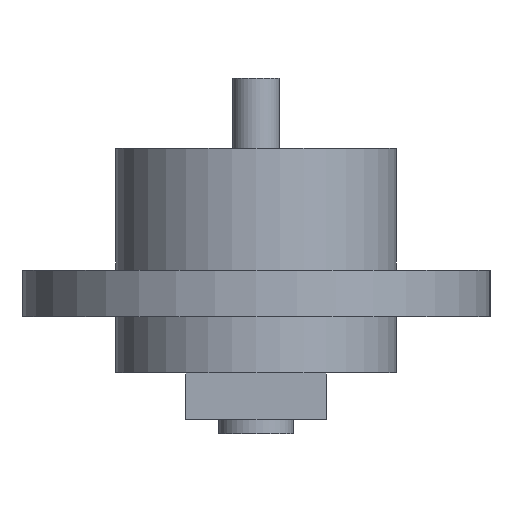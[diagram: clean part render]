
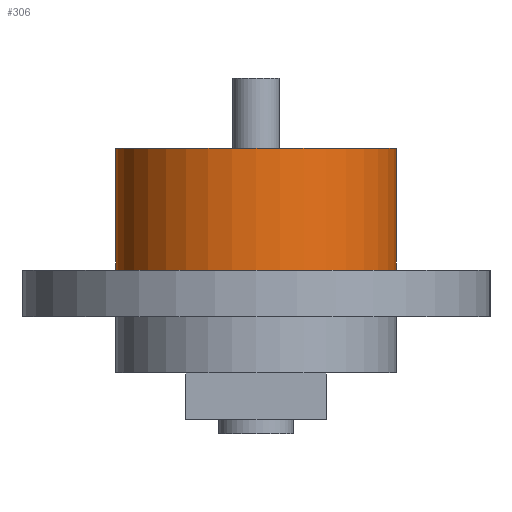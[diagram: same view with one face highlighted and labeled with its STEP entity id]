
A CAD part, left-side view. The second image highlights one B-rep face of the part: STEP entity #306.
In plain terms, the highlighted cylindrical face has radius 3 mm (diameter 6 mm), a partial arc.
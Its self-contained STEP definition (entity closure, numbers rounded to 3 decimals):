
#306=ADVANCED_FACE('',(#387),#359,.T.);
#359=CYLINDRICAL_SURFACE('',#928,3.);
#387=FACE_OUTER_BOUND('',#439,.T.);
#439=EDGE_LOOP('',(#641,#642,#643,#644));
#525=LINE('',#1329,#559);
#527=LINE('',#1333,#561);
#559=VECTOR('',#1081,1.);
#561=VECTOR('',#1087,1.);
#641=ORIENTED_EDGE('',*,*,#818,.T.);
#642=ORIENTED_EDGE('',*,*,#805,.T.);
#643=ORIENTED_EDGE('',*,*,#820,.F.);
#644=ORIENTED_EDGE('',*,*,#813,.F.);
#741=VERTEX_POINT('',#1303);
#742=VERTEX_POINT('',#1304);
#745=VERTEX_POINT('',#1320);
#746=VERTEX_POINT('',#1321);
#805=EDGE_CURVE('',#741,#742,#866,.T.);
#813=EDGE_CURVE('',#745,#746,#868,.T.);
#818=EDGE_CURVE('',#745,#741,#525,.T.);
#820=EDGE_CURVE('',#746,#742,#527,.T.);
#866=CIRCLE('',#915,3.);
#868=CIRCLE('',#922,3.);
#915=AXIS2_PLACEMENT_3D('',#1302,#1052,#1053);
#922=AXIS2_PLACEMENT_3D('',#1319,#1072,#1073);
#928=AXIS2_PLACEMENT_3D('',#1335,#1090,#1091);
#1052=DIRECTION('',(0.,0.,1.));
#1053=DIRECTION('',(1.,0.,0.));
#1072=DIRECTION('',(0.,0.,1.));
#1073=DIRECTION('',(1.,0.,0.));
#1081=DIRECTION('',(0.,0.,-1.));
#1087=DIRECTION('',(0.,0.,-1.));
#1090=DIRECTION('',(0.,0.,-1.));
#1091=DIRECTION('',(-1.,0.,0.));
#1302=CARTESIAN_POINT('',(-15.8,0.,0.));
#1303=CARTESIAN_POINT('',(-15.8,3.,0.));
#1304=CARTESIAN_POINT('',(-15.8,-3.,0.));
#1319=CARTESIAN_POINT('',(-15.8,0.,2.6));
#1320=CARTESIAN_POINT('',(-15.8,3.,2.6));
#1321=CARTESIAN_POINT('',(-15.8,-3.,2.6));
#1329=CARTESIAN_POINT('',(-15.8,3.,2.6));
#1333=CARTESIAN_POINT('',(-15.8,-3.,2.6));
#1335=CARTESIAN_POINT('',(-15.8,0.,2.6));
